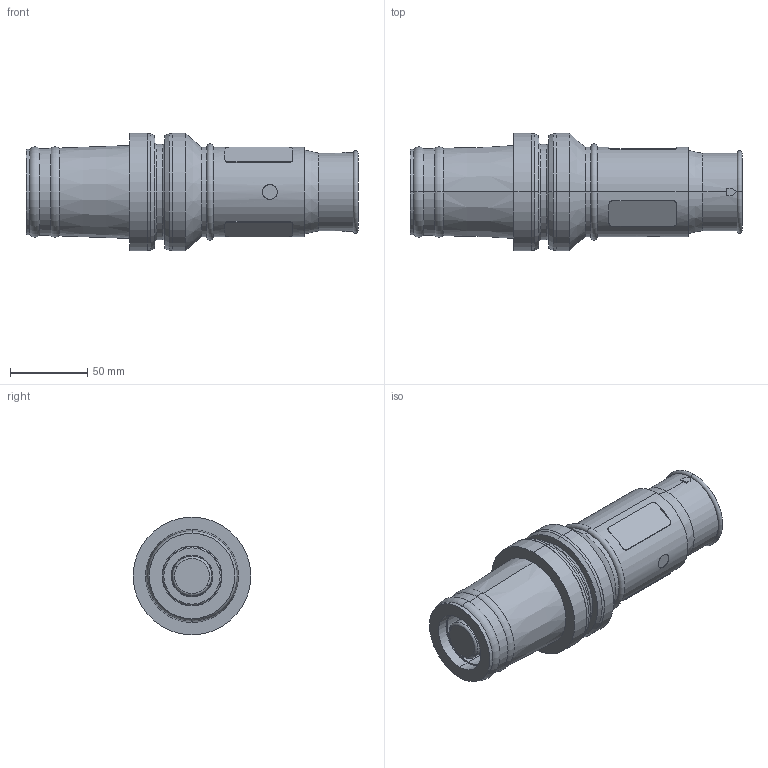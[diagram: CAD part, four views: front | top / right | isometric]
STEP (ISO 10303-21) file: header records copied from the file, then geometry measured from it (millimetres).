
FILE_DESCRIPTION (( 'STEP AP214' ), '1' );
FILE_NAME ('CATSTD-49M44-000.STEP', '2022-03-01T18:30:16', ( '' ), ( '' ), 'SwSTEP 2.0', 'SolidWorks 2020', '' );
FILE_SCHEMA (( 'AUTOMOTIVE_DESIGN' ));
Length unit declared in the file: inch
Products named in the file (1): CATSTD-49M44-000
Bounding box: 215.14 x 76.2 x 76.2 mm (x, y, z)
Volume: 437571.8 mm3; surface area: 88870 mm2
Topology: 1 solids, 1 shells, 196 faces, 432 edges, 257 vertices
Faces by surface type: cylinder 80, plane 54, cone 44, torus 18
Entity records: 6026 total; most frequent: CARTESIAN_POINT 1502, DIRECTION 1006, ORIENTED_EDGE 860, EDGE_CURVE 430, AXIS2_PLACEMENT_3D 409, VERTEX_POINT 257, EDGE_LOOP 217, CIRCLE 212
